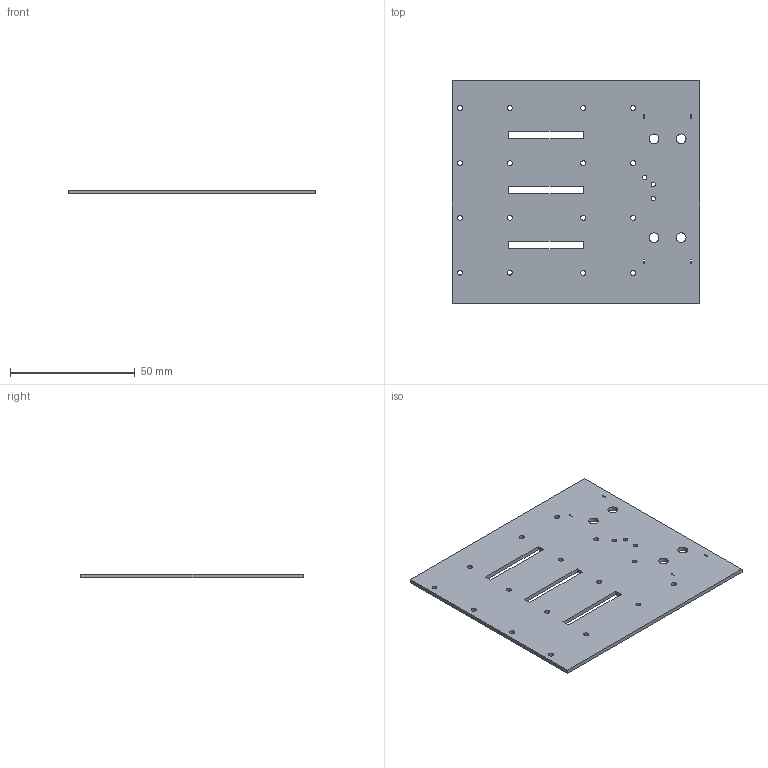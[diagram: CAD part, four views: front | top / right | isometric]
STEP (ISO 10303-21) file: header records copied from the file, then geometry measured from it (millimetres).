
FILE_DESCRIPTION(('KiCad electronic assembly'),'2;1');
FILE_NAME('BounceBack.step','2024-06-19T13:06:34',('Pcbnew'),('Kicad'), 'Open CASCADE STEP processor 7.7','KiCad to STEP converter','Unknown' );
FILE_SCHEMA(('AUTOMOTIVE_DESIGN { 1 0 10303 214 1 1 1 1 }'));
Length unit declared in the file: millimetre
Products named in the file (2): BounceBack 1; _autosave-BounceBack_PCB
Assembly tree (1 placements, depth 2):
  BounceBack 1
    _autosave-BounceBack_PCB
Bounding box: 99.17 x 89 x 1.6 mm (x, y, z)
Volume: 13517.4 mm3; surface area: 18105.3 mm2
Topology: 1 solids, 1 shells, 57 faces, 165 edges, 110 vertices
Faces by surface type: cylinder 31, plane 26
Full cylindrical faces by diameter (mm): 1.8 x3, 1.98 x16, 3.9 x4
Entity records: 2058 total; most frequent: DIRECTION 345, CARTESIAN_POINT 334, ORIENTED_EDGE 330, EDGE_CURVE 165, AXIS2_PLACEMENT_3D 121, FACE_BOUND 117, EDGE_LOOP 117, VERTEX_POINT 110
